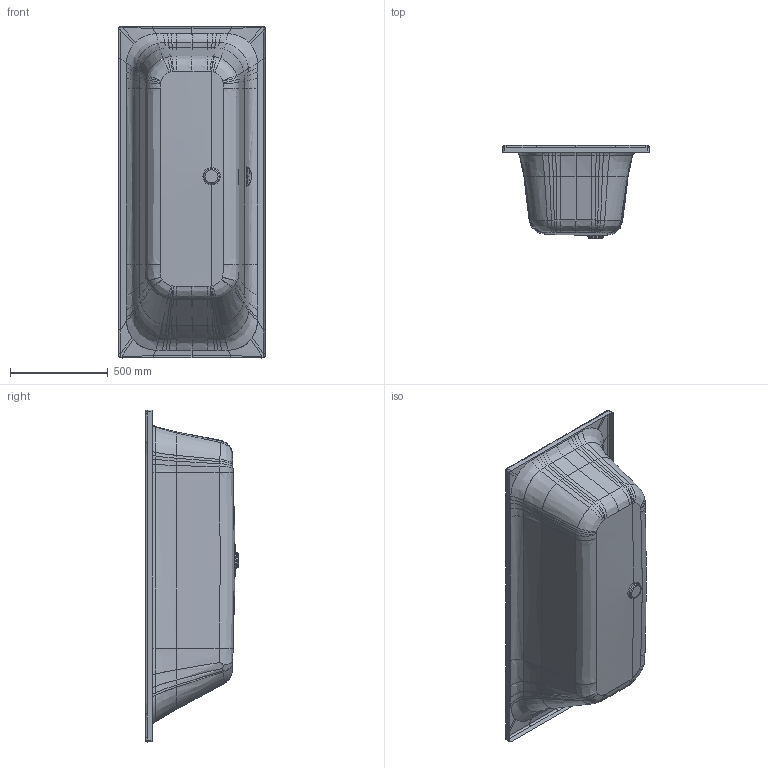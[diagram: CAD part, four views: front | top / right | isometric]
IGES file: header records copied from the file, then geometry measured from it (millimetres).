
Start section:  PTC IGES file: format_170x75_final_self.igs
Global section: file name: format_170x75_final_self.igs; native system: Pro/ENGINEER by Parametric Technology Corporation; preprocessor: 2008230; author: chegeman; organization: Unknown; date: 20090918.115021; units: millimetre
Bounding box: 750 x 476.66 x 1700 mm (x, y, z)
Surface area: 2561642.2 mm2 (no closed solid volume)
Topology: 0 solids, 0 shells, 237 faces, 1114 edges, 1122 vertices
Faces by surface type: bspline 224, revolution 13
